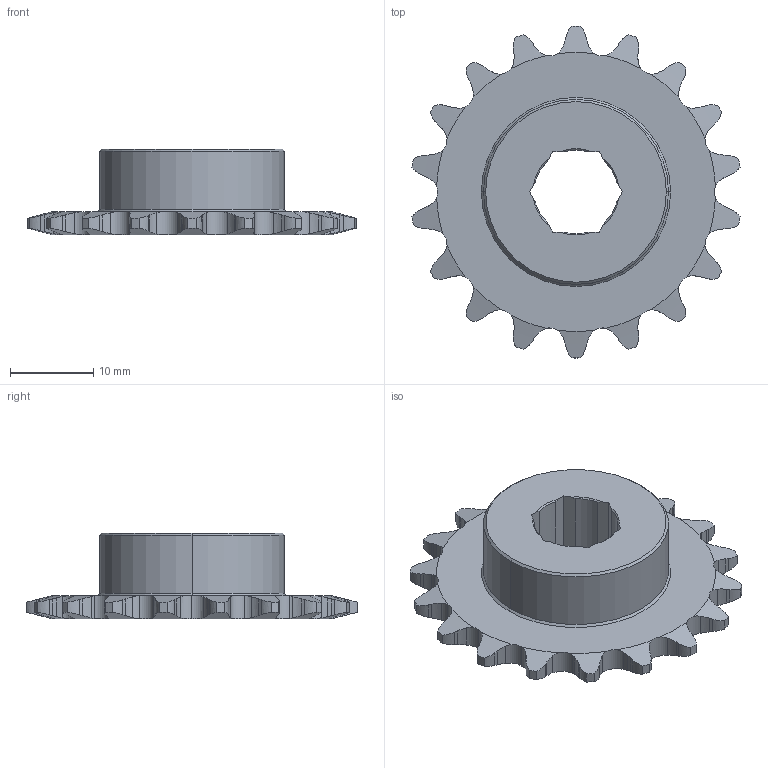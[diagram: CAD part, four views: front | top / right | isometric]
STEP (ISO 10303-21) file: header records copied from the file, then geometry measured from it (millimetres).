
FILE_DESCRIPTION (( 'STEP AP203' ), '1' );
FILE_NAME ('S25-18HA-375H.STEP', '2017-06-26T14:28:12', ( '' ), ( '' ), 'SwSTEP 2.0', 'SolidWorks 2017', '' );
FILE_SCHEMA (( 'CONFIG_CONTROL_DESIGN' ));
Length unit declared in the file: inch
Products named in the file (1): S25-18HA-375H
Bounding box: 39.37 x 39.82 x 10.29 mm (x, y, z)
Volume: 4808.1 mm3; surface area: 3108.9 mm2
Topology: 1 solids, 1 shells, 230 faces, 677 edges, 450 vertices
Faces by surface type: cylinder 127, cone 52, plane 51
Entity records: 8310 total; most frequent: CARTESIAN_POINT 2606, ORIENTED_EDGE 1354, DIRECTION 957, EDGE_CURVE 677, VERTEX_POINT 450, AXIS2_PLACEMENT_3D 377, B_SPLINE_CURVE_WITH_KNOTS 328, EDGE_LOOP 233
